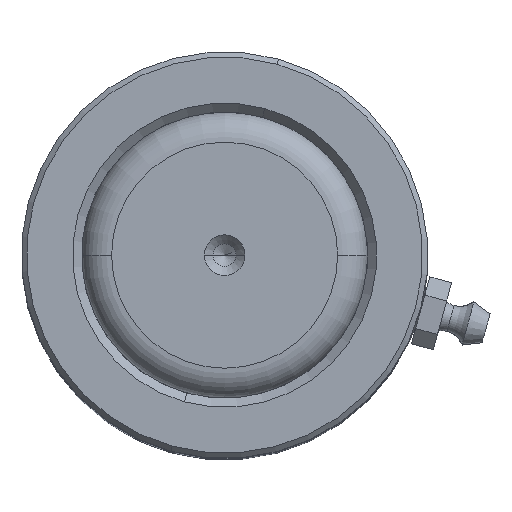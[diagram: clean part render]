
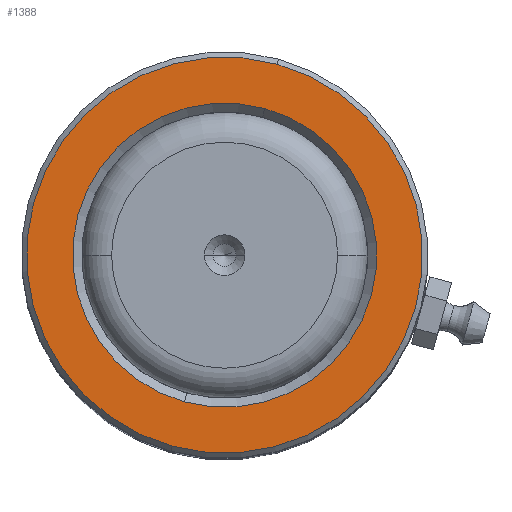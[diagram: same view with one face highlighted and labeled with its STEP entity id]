
A CAD part, top view. The second image highlights one B-rep face of the part: STEP entity #1388.
In plain terms, the highlighted planar face has unit normal (0, 0, 1).
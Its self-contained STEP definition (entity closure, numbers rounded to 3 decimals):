
#169 = CARTESIAN_POINT ( 'NONE',  ( -26.3, 0., 120. ) ) ;
#186 = ORIENTED_EDGE ( 'NONE', *, *, #4846, .T. ) ;
#378 = CARTESIAN_POINT ( 'NONE',  ( -20.2, 0., 120. ) ) ;
#640 = EDGE_LOOP ( 'NONE', ( #5606, #5915 ) ) ;
#709 = CARTESIAN_POINT ( 'NONE',  ( 0., 0., 120. ) ) ;
#1388 = ADVANCED_FACE ( 'NONE', ( #9002, #1747 ), #5931, .T. ) ;
#1648 = AXIS2_PLACEMENT_3D ( 'NONE', #3066, #7341, #5441 ) ;
#1747 = FACE_BOUND ( 'NONE', #4615, .T. ) ;
#1766 = AXIS2_PLACEMENT_3D ( 'NONE', #1769, #6751, #8970 ) ;
#1769 = CARTESIAN_POINT ( 'NONE',  ( 0., 0., 120. ) ) ;
#1995 = AXIS2_PLACEMENT_3D ( 'NONE', #709, #2052, #6392 ) ;
#2052 = DIRECTION ( 'NONE',  ( 0., 0., -1. ) ) ;
#2666 = VERTEX_POINT ( 'NONE', #169 ) ;
#2739 = EDGE_CURVE ( 'NONE', #2666, #3900, #3315, .T. ) ;
#2743 = CIRCLE ( 'NONE', #1995, 20.2 ) ;
#3066 = CARTESIAN_POINT ( 'NONE',  ( 0., 0., 120. ) ) ;
#3315 = CIRCLE ( 'NONE', #1766, 26.3 ) ;
#3900 = VERTEX_POINT ( 'NONE', #4300 ) ;
#3939 = DIRECTION ( 'NONE',  ( 0., 0., -1. ) ) ;
#4012 = EDGE_CURVE ( 'NONE', #3900, #2666, #6764, .T. ) ;
#4300 = CARTESIAN_POINT ( 'NONE',  ( 26.3, 0., 120. ) ) ;
#4548 = EDGE_CURVE ( 'NONE', #7182, #6761, #2743, .T. ) ;
#4615 = EDGE_LOOP ( 'NONE', ( #7117, #186 ) ) ;
#4846 = EDGE_CURVE ( 'NONE', #6761, #7182, #8990, .T. ) ;
#5441 = DIRECTION ( 'NONE',  ( 1., 0., 0. ) ) ;
#5546 = DIRECTION ( 'NONE',  ( 0., 0., 1. ) ) ;
#5606 = ORIENTED_EDGE ( 'NONE', *, *, #2739, .T. ) ;
#5915 = ORIENTED_EDGE ( 'NONE', *, *, #4012, .T. ) ;
#5931 = PLANE ( 'NONE',  #1648 ) ;
#6018 = AXIS2_PLACEMENT_3D ( 'NONE', #6982, #5546, #9017 ) ;
#6392 = DIRECTION ( 'NONE',  ( 1., 0., 0. ) ) ;
#6751 = DIRECTION ( 'NONE',  ( 0., 0., 1. ) ) ;
#6761 = VERTEX_POINT ( 'NONE', #378 ) ;
#6764 = CIRCLE ( 'NONE', #6018, 26.3 ) ;
#6982 = CARTESIAN_POINT ( 'NONE',  ( 0., 0., 120. ) ) ;
#7117 = ORIENTED_EDGE ( 'NONE', *, *, #4548, .T. ) ;
#7182 = VERTEX_POINT ( 'NONE', #8646 ) ;
#7341 = DIRECTION ( 'NONE',  ( 0., 0., 1. ) ) ;
#7465 = AXIS2_PLACEMENT_3D ( 'NONE', #8292, #3939, #8923 ) ;
#8292 = CARTESIAN_POINT ( 'NONE',  ( 0., 0., 120. ) ) ;
#8646 = CARTESIAN_POINT ( 'NONE',  ( 20.2, 0., 120. ) ) ;
#8923 = DIRECTION ( 'NONE',  ( 1., 0., 0. ) ) ;
#8970 = DIRECTION ( 'NONE',  ( 1., 0., 0. ) ) ;
#8990 = CIRCLE ( 'NONE', #7465, 20.2 ) ;
#9002 = FACE_OUTER_BOUND ( 'NONE', #640, .T. ) ;
#9017 = DIRECTION ( 'NONE',  ( 1., 0., 0. ) ) ;
